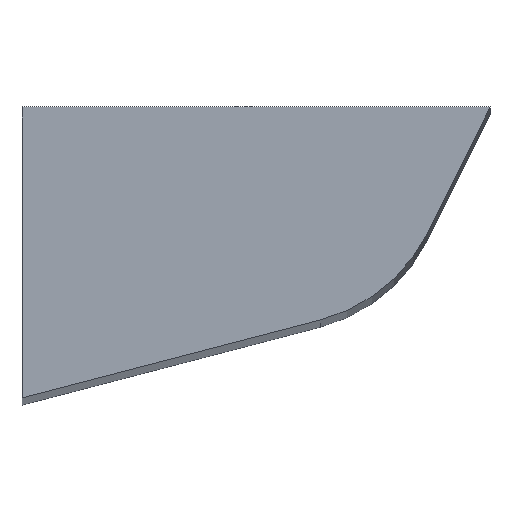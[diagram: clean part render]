
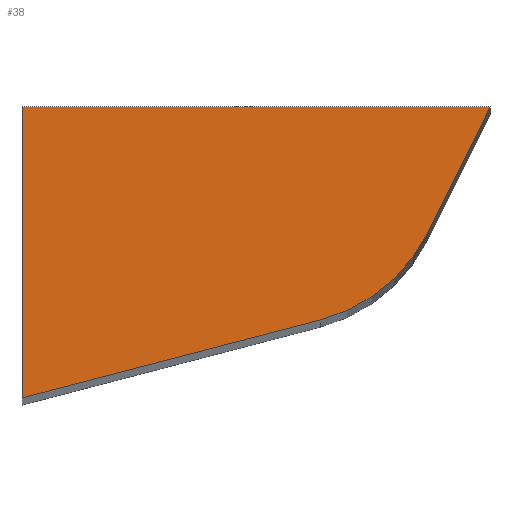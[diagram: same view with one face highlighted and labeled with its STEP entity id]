
A CAD part, top view. The second image highlights one B-rep face of the part: STEP entity #38.
In plain terms, the highlighted planar face has unit normal (0, 0, 1).
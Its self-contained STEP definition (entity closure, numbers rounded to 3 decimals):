
#1 = ORIENTED_EDGE ( 'NONE', *, *, #40, .T. ) ;
#15 = VERTEX_POINT ( 'NONE', #183 ) ;
#20 = VECTOR ( 'NONE', #30, 1000. ) ;
#22 = VERTEX_POINT ( 'NONE', #166 ) ;
#29 = DIRECTION ( 'NONE',  ( 0.444, 0.896, 0. ) ) ;
#30 = DIRECTION ( 'NONE',  ( 0.968, 0.253, 0. ) ) ;
#32 = CARTESIAN_POINT ( 'NONE',  ( -30.866, 25.68, 1240. ) ) ;
#38 = ADVANCED_FACE ( 'NONE', ( #149 ), #66, .T. ) ;
#40 = EDGE_CURVE ( 'NONE', #119, #209, #56, .T. ) ;
#45 = CARTESIAN_POINT ( 'NONE',  ( 90.571, -11.821, 1240. ) ) ;
#54 = EDGE_CURVE ( 'NONE', #15, #22, #196, .T. ) ;
#56 = LINE ( 'NONE', #118, #144 ) ;
#64 = CARTESIAN_POINT ( 'NONE',  ( 109.134, 25.68, 1240. ) ) ;
#66 = PLANE ( 'NONE',  #124 ) ;
#68 = LINE ( 'NONE', #133, #20 ) ;
#78 = CARTESIAN_POINT ( 'NONE',  ( -30.866, 25.68, 1240. ) ) ;
#89 = ORIENTED_EDGE ( 'NONE', *, *, #163, .T. ) ;
#96 = DIRECTION ( 'NONE',  ( 1., 0., 0. ) ) ;
#97 = DIRECTION ( 'NONE',  ( 0., 0., 1. ) ) ;
#107 = VERTEX_POINT ( 'NONE', #64 ) ;
#111 = ORIENTED_EDGE ( 'NONE', *, *, #120, .T. ) ;
#113 = CARTESIAN_POINT ( 'NONE',  ( 45.76, 10.36, 1240. ) ) ;
#117 = DIRECTION ( 'NONE',  ( 0., -1., 0. ) ) ;
#118 = CARTESIAN_POINT ( 'NONE',  ( -30.866, 25.68, 1240. ) ) ;
#119 = VERTEX_POINT ( 'NONE', #78 ) ;
#120 = EDGE_CURVE ( 'NONE', #22, #107, #170, .T. ) ;
#124 = AXIS2_PLACEMENT_3D ( 'NONE', #164, #132, #131 ) ;
#125 = VECTOR ( 'NONE', #29, 1000. ) ;
#131 = DIRECTION ( 'NONE',  ( 1., 0., 0. ) ) ;
#132 = DIRECTION ( 'NONE',  ( 0., 0., 1. ) ) ;
#133 = CARTESIAN_POINT ( 'NONE',  ( -30.866, -61.32, 1240. ) ) ;
#144 = VECTOR ( 'NONE', #117, 1000. ) ;
#149 = FACE_OUTER_BOUND ( 'NONE', #233, .T. ) ;
#153 = CARTESIAN_POINT ( 'NONE',  ( -30.866, -61.32, 1240. ) ) ;
#161 = ORIENTED_EDGE ( 'NONE', *, *, #54, .T. ) ;
#163 = EDGE_CURVE ( 'NONE', #209, #15, #68, .T. ) ;
#164 = CARTESIAN_POINT ( 'NONE',  ( 45.76, 10.36, 1240. ) ) ;
#166 = CARTESIAN_POINT ( 'NONE',  ( 90.571, -11.821, 1240. ) ) ;
#170 = LINE ( 'NONE', #45, #125 ) ;
#183 = CARTESIAN_POINT ( 'NONE',  ( 58.391, -38.018, 1240. ) ) ;
#184 = ORIENTED_EDGE ( 'NONE', *, *, #218, .T. ) ;
#188 = AXIS2_PLACEMENT_3D ( 'NONE', #113, #97, #96 ) ;
#189 = LINE ( 'NONE', #32, #204 ) ;
#196 = CIRCLE ( 'NONE', #188, 50. ) ;
#204 = VECTOR ( 'NONE', #225, 1000. ) ;
#209 = VERTEX_POINT ( 'NONE', #153 ) ;
#218 = EDGE_CURVE ( 'NONE', #107, #119, #189, .T. ) ;
#225 = DIRECTION ( 'NONE',  ( -1., 0., 0. ) ) ;
#233 = EDGE_LOOP ( 'NONE', ( #1, #89, #161, #111, #184 ) ) ;
